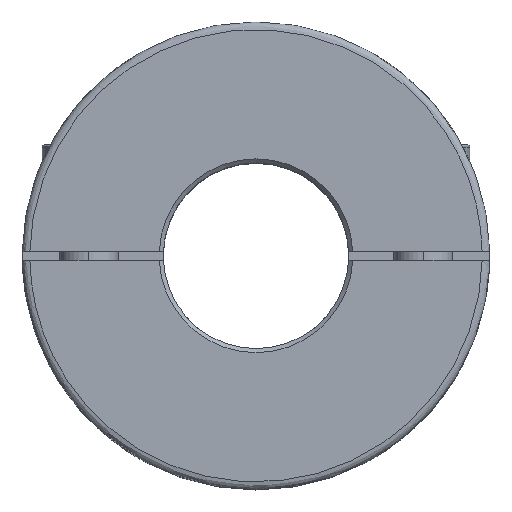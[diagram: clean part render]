
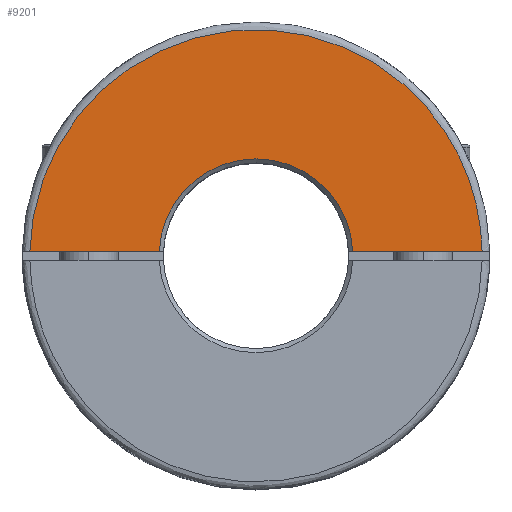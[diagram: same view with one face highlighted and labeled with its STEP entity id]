
A CAD part, top view. The second image highlights one B-rep face of the part: STEP entity #9201.
In plain terms, the highlighted planar face has unit normal (0, 0, 1).
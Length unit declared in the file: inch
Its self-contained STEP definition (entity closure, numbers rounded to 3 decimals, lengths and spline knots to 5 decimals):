
#33 = DIRECTION ( 'NONE',  ( 1., 0., 0. ) ) ;
#79 =( BOUNDED_CURVE ( )  B_SPLINE_CURVE ( 3, ( #6636, #7905, #6586, #1611 ),
 .UNSPECIFIED., .F., .T. ) 
 B_SPLINE_CURVE_WITH_KNOTS ( ( 4, 4 ),
 ( 0., 1. ),
 .UNSPECIFIED. ) 
 CURVE ( )  GEOMETRIC_REPRESENTATION_ITEM ( )  RATIONAL_B_SPLINE_CURVE ( ( 1., 0.346, 0.346, 1. ) ) 
 REPRESENTATION_ITEM ( '' )  );
#701 = DIRECTION ( 'NONE',  ( 0., 0., -1. ) ) ;
#1280 = ORIENTED_EDGE ( 'NONE', *, *, #1410, .T. ) ;
#1410 = EDGE_CURVE ( 'NONE', #8827, #8075, #7170, .T. ) ;
#1611 = CARTESIAN_POINT ( 'NONE',  ( 1.52334, 0.02953, 1.29921 ) ) ;
#1683 = DIRECTION ( 'NONE',  ( 0., 0., 1. ) ) ;
#2236 = LINE ( 'NONE', #5798, #4834 ) ;
#2302 = PLANE ( 'NONE',  #8277 ) ;
#2312 = CARTESIAN_POINT ( 'NONE',  ( -0.65189, 0.02953, 1.29921 ) ) ;
#2691 = CARTESIAN_POINT ( 'NONE',  ( 1.52334, 0.02953, 1.29921 ) ) ;
#2853 = ORIENTED_EDGE ( 'NONE', *, *, #5861, .T. ) ;
#3446 = CARTESIAN_POINT ( 'NONE',  ( -1.52334, 0.02953, 1.29921 ) ) ;
#3816 = DIRECTION ( 'NONE',  ( 1., 0., 0. ) ) ;
#4594 = VERTEX_POINT ( 'NONE', #3446 ) ;
#4834 = VECTOR ( 'NONE', #33, 39.37008 ) ;
#4959 = ORIENTED_EDGE ( 'NONE', *, *, #6320, .F. ) ;
#5088 = DIRECTION ( 'NONE',  ( 1., 0., 0. ) ) ;
#5176 = CARTESIAN_POINT ( 'NONE',  ( 0.15748, 0.02953, 1.29921 ) ) ;
#5657 = CARTESIAN_POINT ( 'NONE',  ( 0., 0., 1.29921 ) ) ;
#5798 = CARTESIAN_POINT ( 'NONE',  ( 0.15748, 0.02953, 1.29921 ) ) ;
#5861 = EDGE_CURVE ( 'NONE', #4594, #8827, #2236, .T. ) ;
#6298 = ORIENTED_EDGE ( 'NONE', *, *, #7128, .T. ) ;
#6320 = EDGE_CURVE ( 'NONE', #4594, #8707, #79, .T. ) ;
#6489 = LINE ( 'NONE', #5176, #6601 ) ;
#6586 = CARTESIAN_POINT ( 'NONE',  ( 1.4665, 2.96197, 1.29921 ) ) ;
#6601 = VECTOR ( 'NONE', #8669, 39.37008 ) ;
#6636 = CARTESIAN_POINT ( 'NONE',  ( -1.52334, 0.02953, 1.29921 ) ) ;
#7016 = AXIS2_PLACEMENT_3D ( 'NONE', #5657, #701, #5088 ) ;
#7128 = EDGE_CURVE ( 'NONE', #8075, #8707, #6489, .T. ) ;
#7170 = CIRCLE ( 'NONE', #7016, 0.65256 ) ;
#7403 = CARTESIAN_POINT ( 'NONE',  ( 0., 0., 1.29921 ) ) ;
#7447 = FACE_OUTER_BOUND ( 'NONE', #8939, .T. ) ;
#7562 = CARTESIAN_POINT ( 'NONE',  ( 0.65189, 0.02953, 1.29921 ) ) ;
#7905 = CARTESIAN_POINT ( 'NONE',  ( -1.4665, 2.96197, 1.29921 ) ) ;
#8075 = VERTEX_POINT ( 'NONE', #7562 ) ;
#8277 = AXIS2_PLACEMENT_3D ( 'NONE', #7403, #1683, #3816 ) ;
#8669 = DIRECTION ( 'NONE',  ( 1., 0., 0. ) ) ;
#8707 = VERTEX_POINT ( 'NONE', #2691 ) ;
#8827 = VERTEX_POINT ( 'NONE', #2312 ) ;
#8939 = EDGE_LOOP ( 'NONE', ( #2853, #1280, #6298, #4959 ) ) ;
#9201 = ADVANCED_FACE ( 'NONE', ( #7447 ), #2302, .T. ) ;
